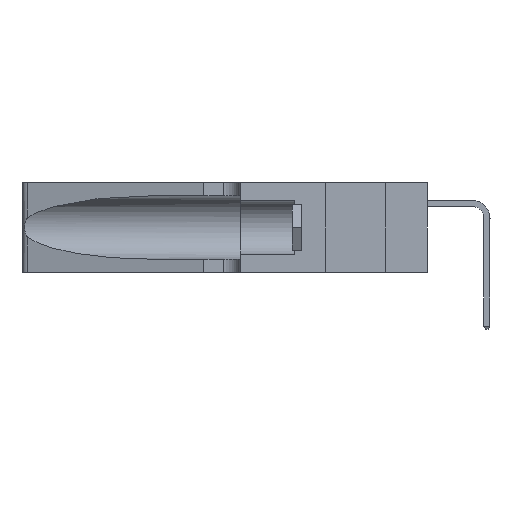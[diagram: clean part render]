
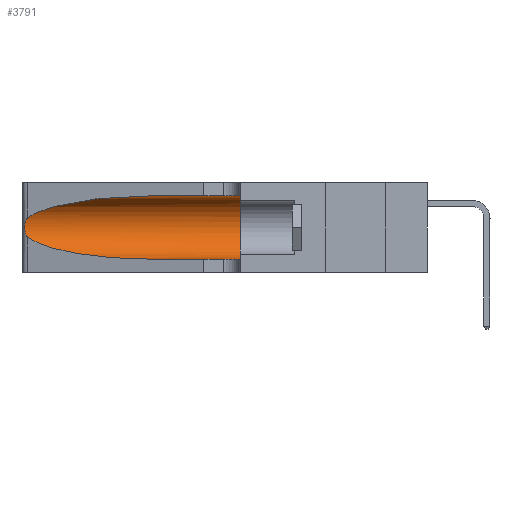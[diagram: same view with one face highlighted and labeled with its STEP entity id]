
A CAD part, left-side view. The second image highlights one B-rep face of the part: STEP entity #3791.
In plain terms, the highlighted cylindrical face has radius 3.308 mm (diameter 6.617 mm), a partial arc.
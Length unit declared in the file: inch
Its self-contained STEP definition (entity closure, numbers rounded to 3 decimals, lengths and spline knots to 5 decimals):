
#502 = EDGE_CURVE ( 'NONE', #6578, #3114, #37355, .T. ) ;
#1822 = AXIS2_PLACEMENT_3D ( 'NONE', #15671, #35891, #18596 ) ;
#2529 = CARTESIAN_POINT ( 'NONE',  ( 0.1305, 0.72297, 0.05475 ) ) ;
#2840 = CARTESIAN_POINT ( 'NONE',  ( 0.26075, 1.23896, 0.178 ) ) ;
#3076 = AXIS2_PLACEMENT_3D ( 'NONE', #17073, #37230, #14172 ) ;
#3114 = VERTEX_POINT ( 'NONE', #2529 ) ;
#3450 = EDGE_CURVE ( 'NONE', #34780, #32451, #5472, .T. ) ;
#3544 = CARTESIAN_POINT ( 'NONE',  ( 0.1305, 0.35, 0.31525 ) ) ;
#3702 = CARTESIAN_POINT ( 'NONE',  ( 0.1305, 0.35, 0.05475 ) ) ;
#3791 = ADVANCED_FACE ( 'NONE', ( #9117 ), #23699, .F. ) ;
#4872 = LINE ( 'NONE', #23563, #20404 ) ;
#5472 = CIRCLE ( 'NONE', #1822, 0.13025 ) ;
#5576 = ORIENTED_EDGE ( 'NONE', *, *, #12927, .T. ) ;
#5716 = EDGE_CURVE ( 'NONE', #7293, #34780, #4872, .T. ) ;
#5824 = CARTESIAN_POINT ( 'NONE',  ( 0.25856, 1.23593, 0.16098 ) ) ;
#6075 = DIRECTION ( 'NONE',  ( 0., -1., 0. ) ) ;
#6182 = VECTOR ( 'NONE', #17439, 39.37008 ) ;
#6578 = VERTEX_POINT ( 'NONE', #29281 ) ;
#7293 = VERTEX_POINT ( 'NONE', #29866 ) ;
#8638 = CARTESIAN_POINT ( 'NONE',  ( 0.25487, 1.22718, 0.22369 ) ) ;
#8787 = CARTESIAN_POINT ( 'NONE',  ( 0.25639, 1.23186, 0.15144 ) ) ;
#9117 = FACE_OUTER_BOUND ( 'NONE', #33883, .T. ) ;
#9131 = ORIENTED_EDGE ( 'NONE', *, *, #3450, .F. ) ;
#11751 = CARTESIAN_POINT ( 'NONE',  ( 0.25487, 1.22718, 0.14631 ) ) ;
#12280 = CARTESIAN_POINT ( 'NONE',  ( 0.25487, 1.22718, 0.22369 ) ) ;
#12379 = CARTESIAN_POINT ( 'NONE',  ( 0.25487, 1.22718, 0.14631 ) ) ;
#12927 = EDGE_CURVE ( 'NONE', #28649, #6578, #13315, .T. ) ;
#13315 = B_SPLINE_CURVE_WITH_KNOTS ( 'NONE', 3,
 ( #29006, #20239, #14530, #34751, #17434, #37614, #20357, #2840, #23309, #5824, #26232, #8787, #29134, #11751 ),
 .UNSPECIFIED., .F., .F.,
 ( 4, 2, 2, 2, 2, 2, 4 ),
 ( 0., 0.00027, 0.00053, 0.00107, 0.0016, 0.00187, 0.00214 ),
 .UNSPECIFIED. ) ;
#14172 = DIRECTION ( 'NONE',  ( 0., 0., -1. ) ) ;
#14530 = CARTESIAN_POINT ( 'NONE',  ( 0.25639, 1.23184, 0.21858 ) ) ;
#15185 = ORIENTED_EDGE ( 'NONE', *, *, #16370, .T. ) ;
#15671 = CARTESIAN_POINT ( 'NONE',  ( 0.1305, 0.35, 0.185 ) ) ;
#16079 =( BOUNDED_CURVE ( )  B_SPLINE_CURVE ( 3, ( #29384, #26736, #29626, #12280 ),
 .UNSPECIFIED., .F., .T. ) 
 B_SPLINE_CURVE_WITH_KNOTS ( ( 4, 4 ),
 ( 1.5708, 2.84003 ),
 .UNSPECIFIED. ) 
 CURVE ( )  GEOMETRIC_REPRESENTATION_ITEM ( )  RATIONAL_B_SPLINE_CURVE ( ( 1., 0.87, 0.87, 1. ) ) 
 REPRESENTATION_ITEM ( '' )  );
#16370 = EDGE_CURVE ( 'NONE', #7293, #28649, #16079, .T. ) ;
#17073 = CARTESIAN_POINT ( 'NONE',  ( 0.1305, 1.61858, 0.185 ) ) ;
#17434 = CARTESIAN_POINT ( 'NONE',  ( 0.25854, 1.2359, 0.20912 ) ) ;
#17439 = DIRECTION ( 'NONE',  ( 0., -1., 0. ) ) ;
#17752 = ORIENTED_EDGE ( 'NONE', *, *, #29783, .T. ) ;
#18596 = DIRECTION ( 'NONE',  ( 0., 0., 1. ) ) ;
#20239 = CARTESIAN_POINT ( 'NONE',  ( 0.25555, 1.22994, 0.2215 ) ) ;
#20357 = CARTESIAN_POINT ( 'NONE',  ( 0.26075, 1.23896, 0.19203 ) ) ;
#20404 = VECTOR ( 'NONE', #6075, 39.37008 ) ;
#23309 = CARTESIAN_POINT ( 'NONE',  ( 0.26017, 1.23833, 0.17102 ) ) ;
#23533 = ORIENTED_EDGE ( 'NONE', *, *, #5716, .F. ) ;
#23563 = CARTESIAN_POINT ( 'NONE',  ( 0.1305, 1.61858, 0.31525 ) ) ;
#23699 = CYLINDRICAL_SURFACE ( 'NONE', #3076, 0.13025 ) ;
#26232 = CARTESIAN_POINT ( 'NONE',  ( 0.25789, 1.23486, 0.15765 ) ) ;
#26736 = CARTESIAN_POINT ( 'NONE',  ( 0.18966, 0.96281, 0.31525 ) ) ;
#26828 = CARTESIAN_POINT ( 'NONE',  ( 0.18966, 0.96281, 0.05475 ) ) ;
#28649 = VERTEX_POINT ( 'NONE', #8638 ) ;
#29006 = CARTESIAN_POINT ( 'NONE',  ( 0.25487, 1.22718, 0.22369 ) ) ;
#29134 = CARTESIAN_POINT ( 'NONE',  ( 0.25555, 1.22993, 0.14849 ) ) ;
#29281 = CARTESIAN_POINT ( 'NONE',  ( 0.25487, 1.22718, 0.14631 ) ) ;
#29384 = CARTESIAN_POINT ( 'NONE',  ( 0.1305, 0.72297, 0.31525 ) ) ;
#29626 = CARTESIAN_POINT ( 'NONE',  ( 0.2373, 1.15595, 0.28018 ) ) ;
#29720 = CARTESIAN_POINT ( 'NONE',  ( 0.2373, 1.15595, 0.08982 ) ) ;
#29783 = EDGE_CURVE ( 'NONE', #3114, #32451, #36995, .T. ) ;
#29866 = CARTESIAN_POINT ( 'NONE',  ( 0.1305, 0.72297, 0.31525 ) ) ;
#32451 = VERTEX_POINT ( 'NONE', #3702 ) ;
#32581 = CARTESIAN_POINT ( 'NONE',  ( 0.1305, 0.72297, 0.05475 ) ) ;
#33883 = EDGE_LOOP ( 'NONE', ( #15185, #5576, #36758, #17752, #9131, #23533 ) ) ;
#34751 = CARTESIAN_POINT ( 'NONE',  ( 0.25787, 1.23484, 0.2124 ) ) ;
#34780 = VERTEX_POINT ( 'NONE', #3544 ) ;
#35891 = DIRECTION ( 'NONE',  ( 0., 1., 0. ) ) ;
#36758 = ORIENTED_EDGE ( 'NONE', *, *, #502, .T. ) ;
#36995 = LINE ( 'NONE', #37622, #6182 ) ;
#37230 = DIRECTION ( 'NONE',  ( 0., -1., 0. ) ) ;
#37355 =( BOUNDED_CURVE ( )  B_SPLINE_CURVE ( 3, ( #12379, #29720, #26828, #32581 ),
 .UNSPECIFIED., .F., .T. ) 
 B_SPLINE_CURVE_WITH_KNOTS ( ( 4, 4 ),
 ( 3.44316, 4.71239 ),
 .UNSPECIFIED. ) 
 CURVE ( )  GEOMETRIC_REPRESENTATION_ITEM ( )  RATIONAL_B_SPLINE_CURVE ( ( 1., 0.87, 0.87, 1. ) ) 
 REPRESENTATION_ITEM ( '' )  );
#37614 = CARTESIAN_POINT ( 'NONE',  ( 0.26018, 1.23835, 0.19895 ) ) ;
#37622 = CARTESIAN_POINT ( 'NONE',  ( 0.1305, 1.61858, 0.05475 ) ) ;
